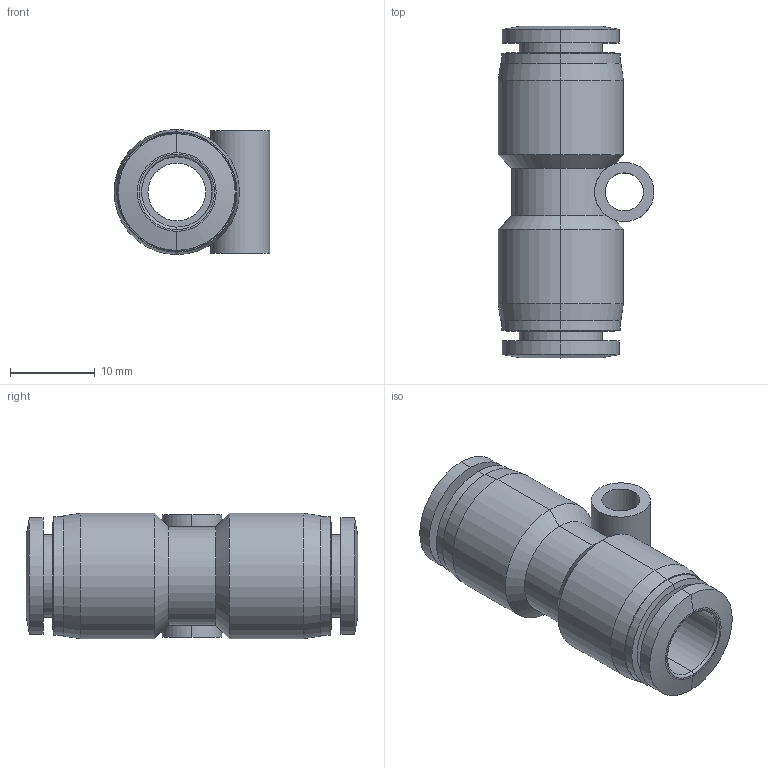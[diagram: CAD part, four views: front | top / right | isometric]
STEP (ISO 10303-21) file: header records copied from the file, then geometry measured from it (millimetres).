
FILE_DESCRIPTION (( 'STEP AP214' ), '1' );
FILE_NAME ('US8M.step', '2016-02-24T20:49:20', ( '' ), ( '' ), 'SwSTEP 2.0', 'SolidWorks 2015', '' );
FILE_SCHEMA (( 'AUTOMOTIVE_DESIGN' ));
Length unit declared in the file: inch
Products named in the file (1): US8M
Bounding box: 18.4 x 39.2 x 14.8 mm (x, y, z)
Volume: 4048.1 mm3; surface area: 3715.6 mm2
Topology: 1 solids, 1 shells, 61 faces, 129 edges, 78 vertices
Faces by surface type: cylinder 29, cone 16, plane 12, bspline 4
Entity records: 2612 total; most frequent: CARTESIAN_POINT 435, DIRECTION 309, ORIENTED_EDGE 258, AXIS2_PLACEMENT_3D 132, EDGE_CURVE 129, VERTEX_POINT 78, CIRCLE 74, EDGE_LOOP 73
